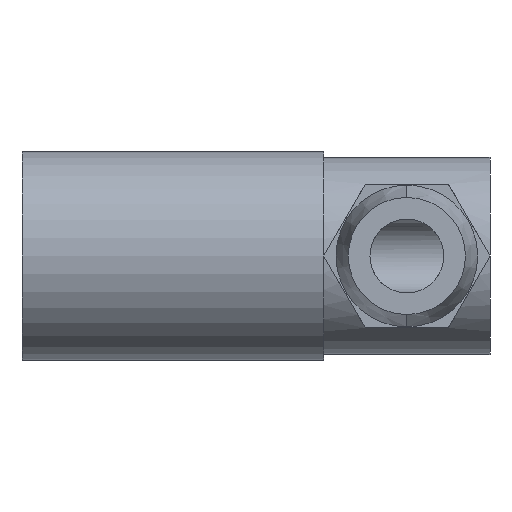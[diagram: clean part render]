
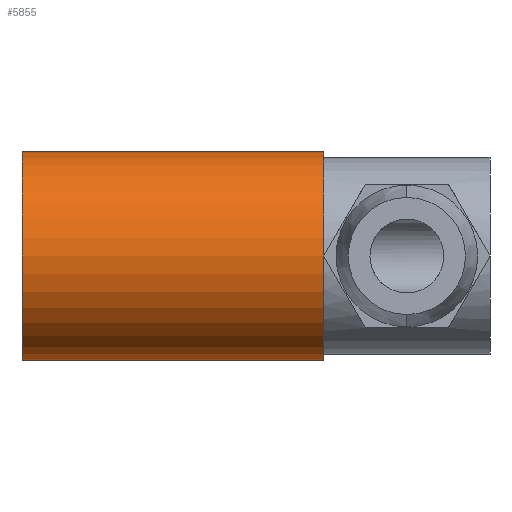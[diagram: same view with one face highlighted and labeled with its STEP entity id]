
A CAD part, front view. The second image highlights one B-rep face of the part: STEP entity #5855.
In plain terms, the highlighted cylindrical face has radius 8.5 mm (diameter 17 mm), a partial arc.
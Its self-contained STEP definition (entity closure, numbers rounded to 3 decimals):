
#79 = VERTEX_POINT ( 'NONE', #1422 ) ;
#108 = AXIS2_PLACEMENT_3D ( 'NONE', #6405, #7654, #3062 ) ;
#396 = CARTESIAN_POINT ( 'NONE',  ( 0., 0., 8.5 ) ) ;
#434 = LINE ( 'NONE', #5642, #2998 ) ;
#507 = DIRECTION ( 'NONE',  ( -1., 0., 0. ) ) ;
#748 = VERTEX_POINT ( 'NONE', #2473 ) ;
#1036 = ORIENTED_EDGE ( 'NONE', *, *, #7588, .F. ) ;
#1125 = CYLINDRICAL_SURFACE ( 'NONE', #4618, 8.5 ) ;
#1422 = CARTESIAN_POINT ( 'NONE',  ( 24.5, 0., 8.5 ) ) ;
#1795 = CARTESIAN_POINT ( 'NONE',  ( 24.5, 0., 0. ) ) ;
#1997 = DIRECTION ( 'NONE',  ( -1., 0., 0. ) ) ;
#2140 = ORIENTED_EDGE ( 'NONE', *, *, #4802, .T. ) ;
#2435 = VECTOR ( 'NONE', #6140, 1000. ) ;
#2439 = CIRCLE ( 'NONE', #8188, 8.5 ) ;
#2473 = CARTESIAN_POINT ( 'NONE',  ( 0., 0., -8.5 ) ) ;
#2551 = ORIENTED_EDGE ( 'NONE', *, *, #6434, .T. ) ;
#2868 = EDGE_CURVE ( 'NONE', #748, #5904, #3795, .T. ) ;
#2927 = CARTESIAN_POINT ( 'NONE',  ( 0., 0., 8.5 ) ) ;
#2998 = VECTOR ( 'NONE', #6196, 1000. ) ;
#3062 = DIRECTION ( 'NONE',  ( 0., 0., 1. ) ) ;
#3719 = CARTESIAN_POINT ( 'NONE',  ( 0., 0., 0. ) ) ;
#3795 = CIRCLE ( 'NONE', #108, 8.5 ) ;
#4618 = AXIS2_PLACEMENT_3D ( 'NONE', #3719, #1997, #7854 ) ;
#4690 = EDGE_LOOP ( 'NONE', ( #1036, #2551, #2140, #5002 ) ) ;
#4802 = EDGE_CURVE ( 'NONE', #79, #5904, #4811, .T. ) ;
#4811 = LINE ( 'NONE', #2927, #2435 ) ;
#5002 = ORIENTED_EDGE ( 'NONE', *, *, #2868, .F. ) ;
#5642 = CARTESIAN_POINT ( 'NONE',  ( 0., 0., -8.5 ) ) ;
#5765 = DIRECTION ( 'NONE',  ( 0., 0., 1. ) ) ;
#5806 = VERTEX_POINT ( 'NONE', #7542 ) ;
#5855 = ADVANCED_FACE ( 'NONE', ( #8296 ), #1125, .T. ) ;
#5904 = VERTEX_POINT ( 'NONE', #396 ) ;
#6140 = DIRECTION ( 'NONE',  ( -1., 0., 0. ) ) ;
#6196 = DIRECTION ( 'NONE',  ( -1., 0., 0. ) ) ;
#6405 = CARTESIAN_POINT ( 'NONE',  ( 0., 0., 0. ) ) ;
#6434 = EDGE_CURVE ( 'NONE', #5806, #79, #2439, .T. ) ;
#7542 = CARTESIAN_POINT ( 'NONE',  ( 24.5, 0., -8.5 ) ) ;
#7588 = EDGE_CURVE ( 'NONE', #5806, #748, #434, .T. ) ;
#7654 = DIRECTION ( 'NONE',  ( -1., 0., 0. ) ) ;
#7854 = DIRECTION ( 'NONE',  ( 0., 0., 1. ) ) ;
#8188 = AXIS2_PLACEMENT_3D ( 'NONE', #1795, #507, #5765 ) ;
#8296 = FACE_OUTER_BOUND ( 'NONE', #4690, .T. ) ;
